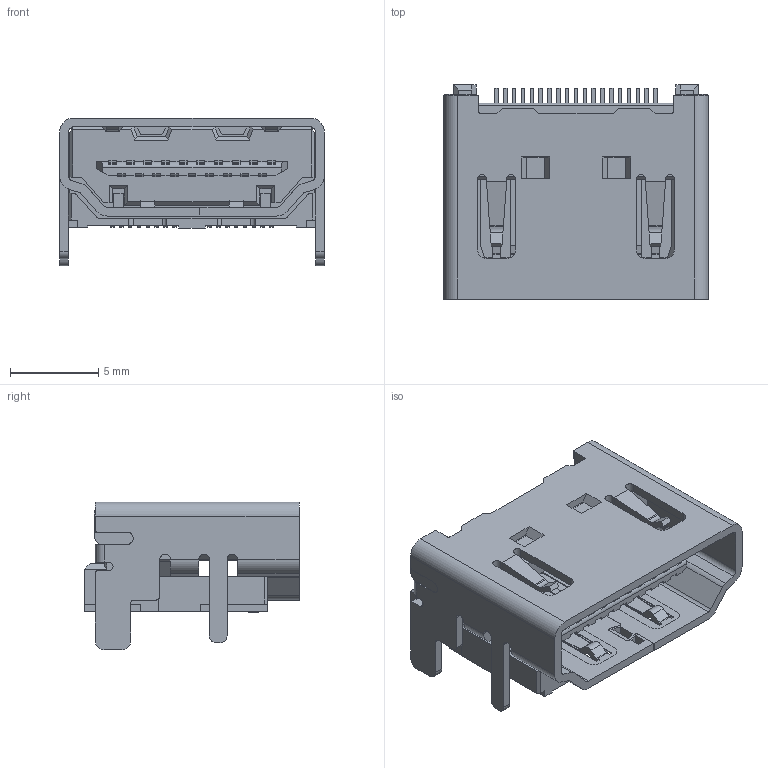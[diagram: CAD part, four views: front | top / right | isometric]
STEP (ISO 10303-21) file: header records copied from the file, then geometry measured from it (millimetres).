
FILE_DESCRIPTION(/* description */ (''),/* implementation_level */ '2;1');
FILE_NAME(/* name */ 'MOLEX_47151-0001.stp',/* time_stamp */ '2015-02-24T12:33:59+01:00',/* author */ ('admchouv'),/* organization */ (''),/* preprocessor_version */ 'ST-DEVELOPER v15.5',/* originating_system */ 'AutoCAD Mechanical',/* authorisation */ '');
FILE_SCHEMA (('AUTOMOTIVE_DESIGN { 1 0 10303 214 3 1 1 }'));
Length unit declared in the file: millimetre
Products named in the file (1): Product
Bounding box: 15 x 12.15 x 8.38 mm (x, y, z)
Volume: 492.3 mm3; surface area: 1787.7 mm2
Topology: 41 solids, 41 shells, 1067 faces, 2955 edges, 1964 vertices
Faces by surface type: plane 845, cylinder 222
Entity records: 33839 total; most frequent: CARTESIAN_POINT 5987, ORIENTED_EDGE 5910, DIRECTION 5563, EDGE_CURVE 2955, LINE 2483, VECTOR 2483, VERTEX_POINT 1964, AXIS2_PLACEMENT_3D 1540
